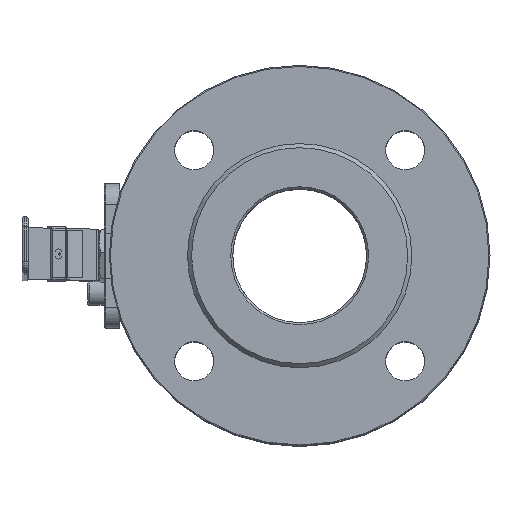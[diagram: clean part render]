
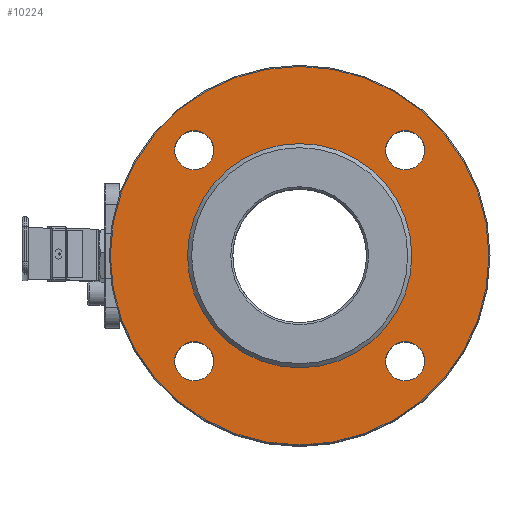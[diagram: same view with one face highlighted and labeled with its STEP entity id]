
A CAD part, top view. The second image highlights one B-rep face of the part: STEP entity #10224.
In plain terms, the highlighted planar face has unit normal (0, 0, 1).
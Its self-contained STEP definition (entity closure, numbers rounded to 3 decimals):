
#292=FACE_BOUND('',#1534,.T.);
#293=FACE_BOUND('',#1535,.T.);
#294=FACE_BOUND('',#1536,.T.);
#295=FACE_BOUND('',#1537,.T.);
#296=FACE_BOUND('',#1538,.T.);
#470=PLANE('',#11246);
#921=FACE_OUTER_BOUND('',#1533,.T.);
#1533=EDGE_LOOP('',(#7437));
#1534=EDGE_LOOP('',(#7438));
#1535=EDGE_LOOP('',(#7439));
#1536=EDGE_LOOP('',(#7440));
#1537=EDGE_LOOP('',(#7441));
#1538=EDGE_LOOP('',(#7442));
#2181=CIRCLE('',#11245,92.);
#2182=CIRCLE('',#11247,54.5);
#2183=CIRCLE('',#11248,9.5);
#2184=CIRCLE('',#11249,9.5);
#2185=CIRCLE('',#11250,9.5);
#2186=CIRCLE('',#11251,9.5);
#4520=VERTEX_POINT('',#17170);
#4521=VERTEX_POINT('',#17174);
#4522=VERTEX_POINT('',#17176);
#4523=VERTEX_POINT('',#17178);
#4524=VERTEX_POINT('',#17180);
#4525=VERTEX_POINT('',#17182);
#5594=EDGE_CURVE('',#4520,#4520,#2181,.T.);
#5595=EDGE_CURVE('',#4521,#4521,#2182,.T.);
#5596=EDGE_CURVE('',#4522,#4522,#2183,.T.);
#5597=EDGE_CURVE('',#4523,#4523,#2184,.T.);
#5598=EDGE_CURVE('',#4524,#4524,#2185,.T.);
#5599=EDGE_CURVE('',#4525,#4525,#2186,.T.);
#7437=ORIENTED_EDGE('',*,*,#5594,.F.);
#7438=ORIENTED_EDGE('',*,*,#5595,.F.);
#7439=ORIENTED_EDGE('',*,*,#5596,.F.);
#7440=ORIENTED_EDGE('',*,*,#5597,.F.);
#7441=ORIENTED_EDGE('',*,*,#5598,.F.);
#7442=ORIENTED_EDGE('',*,*,#5599,.F.);
#10224=ADVANCED_FACE('',(#921,#292,#293,#294,#295,#296),#470,.F.);
#11245=AXIS2_PLACEMENT_3D('',#17172,#12875,#12876);
#11246=AXIS2_PLACEMENT_3D('',#17173,#12877,#12878);
#11247=AXIS2_PLACEMENT_3D('',#17175,#12879,#12880);
#11248=AXIS2_PLACEMENT_3D('',#17177,#12881,#12882);
#11249=AXIS2_PLACEMENT_3D('',#17179,#12883,#12884);
#11250=AXIS2_PLACEMENT_3D('',#17181,#12885,#12886);
#11251=AXIS2_PLACEMENT_3D('',#17183,#12887,#12888);
#12875=DIRECTION('center_axis',(0.,0.,-1.));
#12876=DIRECTION('ref_axis',(1.,0.,0.));
#12877=DIRECTION('center_axis',(0.,0.,-1.));
#12878=DIRECTION('ref_axis',(-1.,0.,0.));
#12879=DIRECTION('center_axis',(0.,0.,1.));
#12880=DIRECTION('ref_axis',(-1.,0.,0.));
#12881=DIRECTION('center_axis',(0.,0.,1.));
#12882=DIRECTION('ref_axis',(1.,0.,0.));
#12883=DIRECTION('center_axis',(0.,0.,1.));
#12884=DIRECTION('ref_axis',(1.,0.,0.));
#12885=DIRECTION('center_axis',(0.,0.,1.));
#12886=DIRECTION('ref_axis',(1.,0.,0.));
#12887=DIRECTION('center_axis',(0.,0.,1.));
#12888=DIRECTION('ref_axis',(1.,0.,0.));
#17170=CARTESIAN_POINT('',(92.,0.,2.3));
#17172=CARTESIAN_POINT('Origin',(0.,0.,2.3));
#17173=CARTESIAN_POINT('Origin',(0.,0.,2.3));
#17174=CARTESIAN_POINT('',(54.5,0.,2.3));
#17175=CARTESIAN_POINT('Origin',(0.,0.,2.3));
#17176=CARTESIAN_POINT('',(41.765,-51.265,2.3));
#17177=CARTESIAN_POINT('Origin',(51.265,-51.265,2.3));
#17178=CARTESIAN_POINT('',(41.765,51.265,2.3));
#17179=CARTESIAN_POINT('Origin',(51.265,51.265,2.3));
#17180=CARTESIAN_POINT('',(-60.765,51.265,2.3));
#17181=CARTESIAN_POINT('Origin',(-51.265,51.265,2.3));
#17182=CARTESIAN_POINT('',(-60.765,-51.265,2.3));
#17183=CARTESIAN_POINT('Origin',(-51.265,-51.265,2.3));
